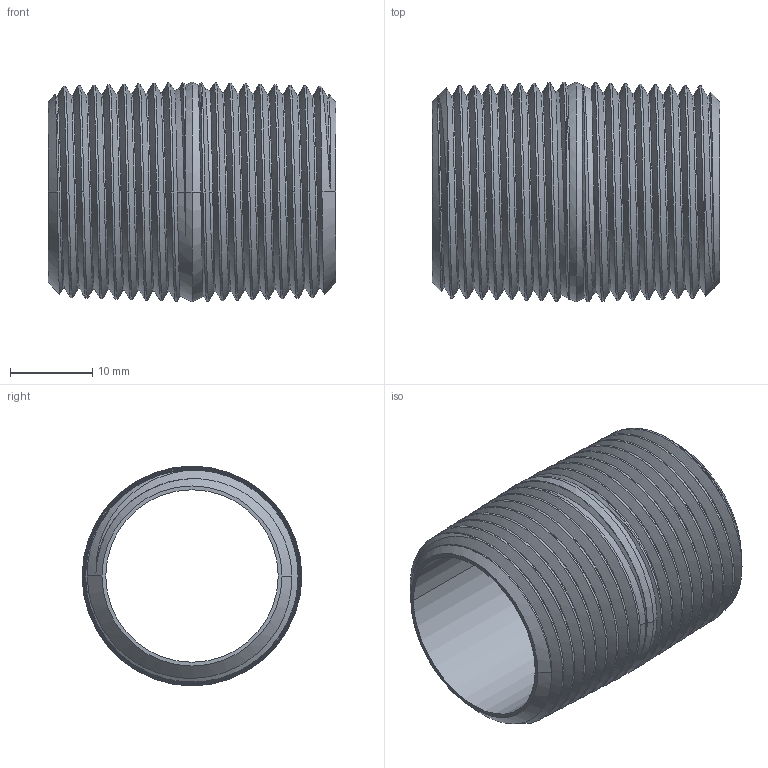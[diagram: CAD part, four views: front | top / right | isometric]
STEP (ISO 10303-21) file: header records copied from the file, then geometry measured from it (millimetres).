
FILE_DESCRIPTION(/* description */ (''),/* implementation_level */ '2;1');
FILE_NAME(/* name */ '112-N5.stp',/* time_stamp */ '2024-01-23T10:03:16-05:00',/* author */ ('esanner'),/* organization */ (''),/* preprocessor_version */ 'ST-DEVELOPER v19',/* originating_system */ 'AutoCAD Mechanical',/* authorisation */ '');
FILE_SCHEMA (('AUTOMOTIVE_DESIGN { 1 0 10303 214 3 1 1 }'));
Length unit declared in the file: millimetre
Products named in the file (2): Product; 112-N5
Assembly tree (1 placements, depth 2):
  Product
    112-N5
Bounding box: 34.92 x 26.67 x 26.67 mm (x, y, z)
Volume: 5112.3 mm3; surface area: 6917.6 mm2
Topology: 1 solids, 1 shells, 60 faces, 370 edges, 312 vertices
Faces by surface type: cone 48, bspline 8, cylinder 2, plane 2
Entity records: 20088 total; most frequent: CARTESIAN_POINT 17684, ORIENTED_EDGE 740, EDGE_CURVE 370, VERTEX_POINT 312, B_SPLINE_CURVE_WITH_KNOTS 300, DIRECTION 204, AXIS2_PLACEMENT_3D 79, EDGE_LOOP 62
